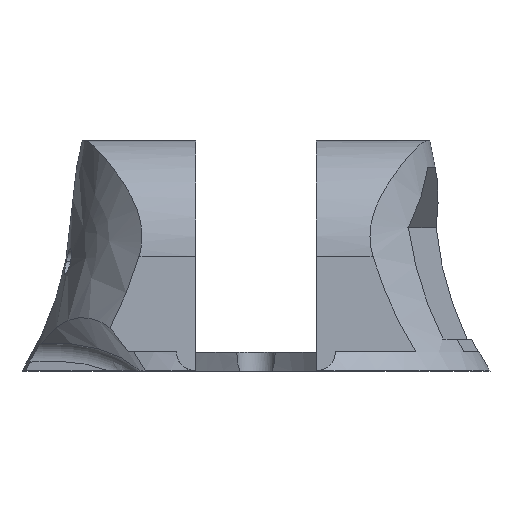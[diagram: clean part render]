
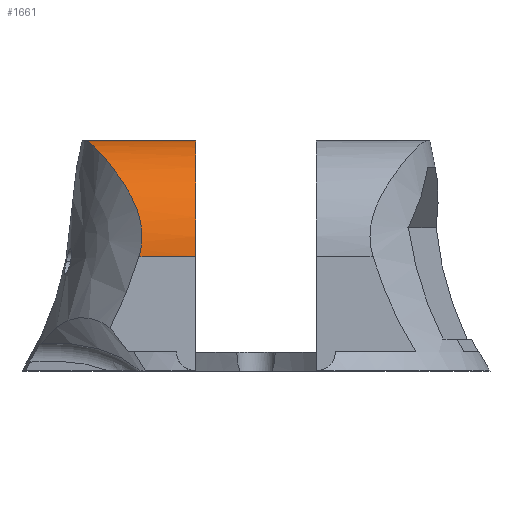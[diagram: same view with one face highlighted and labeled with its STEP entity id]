
A CAD part, top view. The second image highlights one B-rep face of the part: STEP entity #1661.
In plain terms, the highlighted cylindrical face has radius 9.137 mm (diameter 18.274 mm), a partial arc.
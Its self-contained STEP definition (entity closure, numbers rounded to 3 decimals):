
#29 = VERTEX_POINT ( 'NONE', #2409 ) ;
#41 = CARTESIAN_POINT ( 'NONE',  ( -4.75, 23., 2.101 ) ) ;
#99 = CARTESIAN_POINT ( 'NONE',  ( -12.247, 22.042, 6.216 ) ) ;
#111 = CARTESIAN_POINT ( 'NONE',  ( -8.978, 16.049, 10.978 ) ) ;
#190 = EDGE_LOOP ( 'NONE', ( #2405, #1933, #3163, #1283 ) ) ;
#194 = DIRECTION ( 'NONE',  ( 1., 0., 0. ) ) ;
#317 = CARTESIAN_POINT ( 'NONE',  ( -21.008, 13.863, 11.237 ) ) ;
#352 = CARTESIAN_POINT ( 'NONE',  ( -13.47, 23., 2.101 ) ) ;
#377 = CARTESIAN_POINT ( 'NONE',  ( -11.598, 21.28, 7.445 ) ) ;
#387 = CARTESIAN_POINT ( 'NONE',  ( -8.954, 15.421, 11.105 ) ) ;
#451 = VERTEX_POINT ( 'NONE', #41 ) ;
#639 = CARTESIAN_POINT ( 'NONE',  ( -11.179, 20.745, 8.117 ) ) ;
#650 = CARTESIAN_POINT ( 'NONE',  ( -8.978, 14.95, 11.174 ) ) ;
#757 = CARTESIAN_POINT ( 'NONE',  ( -21.008, 13.863, 2.101 ) ) ;
#829 = DIRECTION ( 'NONE',  ( 1., 0., 0. ) ) ;
#873 = B_SPLINE_CURVE_WITH_KNOTS ( 'NONE', 3,
 ( #352, #2897, #1143, #2907, #1387, #3171, #1643, #99, #1907, #377, #2168, #639, #2420, #902, #2670, #1153, #2921, #1399, #3181, #1655, #111, #1919, #387, #2180, #650, #2432, #913, #2679 ),
 .UNSPECIFIED., .F., .F.,
 ( 4, 2, 2, 2, 2, 2, 2, 2, 2, 2, 2, 2, 2, 4 ),
 ( 0., 0.002, 0.003, 0.004, 0.006, 0.007, 0.008, 0.009, 0.011, 0.012, 0.013, 0.014, 0.014, 0.015 ),
 .UNSPECIFIED. ) ;
#902 = CARTESIAN_POINT ( 'NONE',  ( -10.609, 19.96, 8.929 ) ) ;
#913 = CARTESIAN_POINT ( 'NONE',  ( -9.103, 14.171, 11.237 ) ) ;
#935 = CARTESIAN_POINT ( 'NONE',  ( -13.47, 23., 2.101 ) ) ;
#974 = AXIS2_PLACEMENT_3D ( 'NONE', #757, #2535, #1012 ) ;
#996 = LINE ( 'NONE', #317, #2935 ) ;
#1012 = DIRECTION ( 'NONE',  ( 0., 0., -1. ) ) ;
#1085 = DIRECTION ( 'NONE',  ( 1., 0., 0. ) ) ;
#1114 = CYLINDRICAL_SURFACE ( 'NONE', #974, 9.137 ) ;
#1143 = CARTESIAN_POINT ( 'NONE',  ( -13.225, 22.935, 3.345 ) ) ;
#1153 = CARTESIAN_POINT ( 'NONE',  ( -9.776, 18.577, 9.949 ) ) ;
#1257 = EDGE_CURVE ( 'NONE', #3157, #29, #996, .T. ) ;
#1283 = ORIENTED_EDGE ( 'NONE', *, *, #2811, .F. ) ;
#1366 = EDGE_CURVE ( 'NONE', #451, #29, #1504, .T. ) ;
#1387 = CARTESIAN_POINT ( 'NONE',  ( -12.885, 22.675, 4.534 ) ) ;
#1399 = CARTESIAN_POINT ( 'NONE',  ( -9.229, 17.236, 10.598 ) ) ;
#1504 = CIRCLE ( 'NONE', #1888, 9.137 ) ;
#1643 = CARTESIAN_POINT ( 'NONE',  ( -12.582, 22.39, 5.397 ) ) ;
#1655 = CARTESIAN_POINT ( 'NONE',  ( -9.019, 16.352, 10.897 ) ) ;
#1661 = ADVANCED_FACE ( 'NONE', ( #3217 ), #1114, .T. ) ;
#1888 = AXIS2_PLACEMENT_3D ( 'NONE', #2350, #829, #2602 ) ;
#1907 = CARTESIAN_POINT ( 'NONE',  ( -11.999, 21.764, 6.726 ) ) ;
#1919 = CARTESIAN_POINT ( 'NONE',  ( -8.955, 15.58, 11.076 ) ) ;
#1933 = ORIENTED_EDGE ( 'NONE', *, *, #1257, .T. ) ;
#2168 = CARTESIAN_POINT ( 'NONE',  ( -11.459, 21.107, 7.676 ) ) ;
#2180 = CARTESIAN_POINT ( 'NONE',  ( -8.966, 15.107, 11.154 ) ) ;
#2350 = CARTESIAN_POINT ( 'NONE',  ( -4.75, 13.863, 2.101 ) ) ;
#2405 = ORIENTED_EDGE ( 'NONE', *, *, #3290, .T. ) ;
#2409 = CARTESIAN_POINT ( 'NONE',  ( -4.75, 13.863, 11.237 ) ) ;
#2420 = CARTESIAN_POINT ( 'NONE',  ( -11.037, 20.556, 8.327 ) ) ;
#2432 = CARTESIAN_POINT ( 'NONE',  ( -9.037, 14.481, 11.222 ) ) ;
#2436 = VECTOR ( 'NONE', #194, 1000. ) ;
#2526 = VERTEX_POINT ( 'NONE', #935 ) ;
#2535 = DIRECTION ( 'NONE',  ( 1., 0., 0. ) ) ;
#2602 = DIRECTION ( 'NONE',  ( 0., 0., 1. ) ) ;
#2670 = CARTESIAN_POINT ( 'NONE',  ( -10.32, 19.527, 9.294 ) ) ;
#2679 = CARTESIAN_POINT ( 'NONE',  ( -9.195, 13.863, 11.237 ) ) ;
#2811 = EDGE_CURVE ( 'NONE', #2526, #451, #3265, .T. ) ;
#2815 = CARTESIAN_POINT ( 'NONE',  ( -9.195, 13.863, 11.237 ) ) ;
#2897 = CARTESIAN_POINT ( 'NONE',  ( -13.362, 23., 2.732 ) ) ;
#2907 = CARTESIAN_POINT ( 'NONE',  ( -12.976, 22.751, 4.24 ) ) ;
#2921 = CARTESIAN_POINT ( 'NONE',  ( -9.525, 18.069, 10.234 ) ) ;
#2935 = VECTOR ( 'NONE', #1085, 1000. ) ;
#3157 = VERTEX_POINT ( 'NONE', #2815 ) ;
#3163 = ORIENTED_EDGE ( 'NONE', *, *, #1366, .F. ) ;
#3171 = CARTESIAN_POINT ( 'NONE',  ( -12.688, 22.494, 5.113 ) ) ;
#3181 = CARTESIAN_POINT ( 'NONE',  ( -9.145, 16.945, 10.708 ) ) ;
#3217 = FACE_OUTER_BOUND ( 'NONE', #190, .T. ) ;
#3265 = LINE ( 'NONE', #3271, #2436 ) ;
#3271 = CARTESIAN_POINT ( 'NONE',  ( -21.008, 23., 2.101 ) ) ;
#3290 = EDGE_CURVE ( 'NONE', #2526, #3157, #873, .T. ) ;
